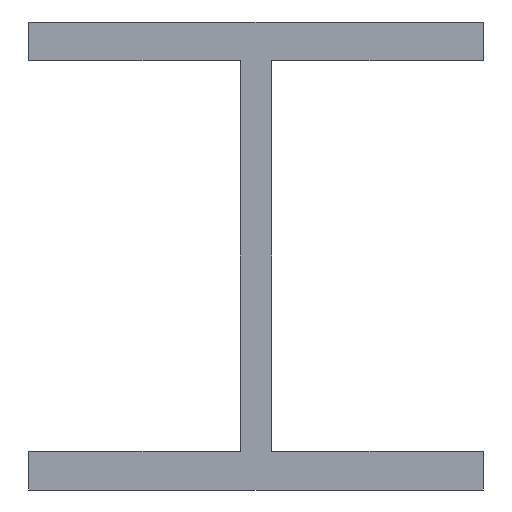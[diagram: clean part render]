
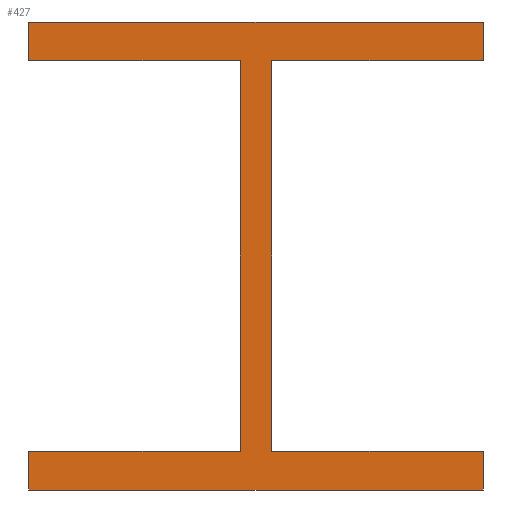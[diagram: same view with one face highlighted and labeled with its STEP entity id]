
A CAD part, front view. The second image highlights one B-rep face of the part: STEP entity #427.
In plain terms, the highlighted planar face has unit normal (0, -1, 0).
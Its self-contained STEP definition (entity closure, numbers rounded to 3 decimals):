
#16=CARTESIAN_POINT('',(0.0,0.0,-8.8));
#17=VERTEX_POINT('',#16);
#18=CARTESIAN_POINT('',(0.0,0.0,0.0));
#19=VERTEX_POINT('',#18);
#20=CARTESIAN_POINT('',(0.0,0.0,-8.8));
#21=DIRECTION('',(-0.0,0.0,1.0));
#22=VECTOR('',#21,1.0);
#23=LINE('',#20,#22);
#24=EDGE_CURVE('n� 166',#17,#19,#23,.T.);
#56=CARTESIAN_POINT('',(103.0,0.0,0.0));
#57=VERTEX_POINT('',#56);
#58=CARTESIAN_POINT('',(0.0,0.0,0.0));
#59=DIRECTION('',(1.0,0.0,0.0));
#60=VECTOR('',#59,1.0);
#61=LINE('',#58,#60);
#62=EDGE_CURVE('n� 162',#19,#57,#61,.T.);
#87=CARTESIAN_POINT('',(103.0,0.0,-8.8));
#88=VERTEX_POINT('',#87);
#89=CARTESIAN_POINT('',(103.0,0.0,0.0));
#90=DIRECTION('',(0.0,0.0,-1.0));
#91=VECTOR('',#90,1.0);
#92=LINE('',#89,#91);
#93=EDGE_CURVE('n� 158',#57,#88,#92,.T.);
#118=CARTESIAN_POINT('',(55.05,0.0,-8.8));
#119=VERTEX_POINT('',#118);
#120=CARTESIAN_POINT('',(103.0,0.0,-8.8));
#121=DIRECTION('',(-1.0,0.0,0.0));
#122=VECTOR('',#121,1.0);
#123=LINE('',#120,#122);
#124=EDGE_CURVE('n� 154',#88,#119,#123,.T.);
#149=CARTESIAN_POINT('',(55.05,0.0,-97.2));
#150=VERTEX_POINT('',#149);
#151=CARTESIAN_POINT('',(55.05,0.0,-8.8));
#152=DIRECTION('',(0.0,0.0,-1.0));
#153=VECTOR('',#152,1.0);
#154=LINE('',#151,#153);
#155=EDGE_CURVE('n� 150',#119,#150,#154,.T.);
#180=CARTESIAN_POINT('',(103.0,0.0,-97.2));
#181=VERTEX_POINT('',#180);
#182=CARTESIAN_POINT('',(55.05,0.0,-97.2));
#183=DIRECTION('',(1.0,0.0,-0.0));
#184=VECTOR('',#183,1.0);
#185=LINE('',#182,#184);
#186=EDGE_CURVE('n� 146',#150,#181,#185,.T.);
#211=CARTESIAN_POINT('',(103.0,0.0,-106.0));
#212=VERTEX_POINT('',#211);
#213=CARTESIAN_POINT('',(103.0,0.0,-97.2));
#214=DIRECTION('',(0.0,0.0,-1.0));
#215=VECTOR('',#214,1.0);
#216=LINE('',#213,#215);
#217=EDGE_CURVE('n� 142',#181,#212,#216,.T.);
#242=CARTESIAN_POINT('',(0.0,0.0,-106.0));
#243=VERTEX_POINT('',#242);
#244=CARTESIAN_POINT('',(103.0,0.0,-106.0));
#245=DIRECTION('',(-1.0,0.0,0.0));
#246=VECTOR('',#245,1.0);
#247=LINE('',#244,#246);
#248=EDGE_CURVE('n� 138',#212,#243,#247,.T.);
#273=CARTESIAN_POINT('',(-0.0,0.0,-97.2));
#274=VERTEX_POINT('',#273);
#275=CARTESIAN_POINT('',(0.0,0.0,-106.0));
#276=DIRECTION('',(-0.0,0.0,1.0));
#277=VECTOR('',#276,1.0);
#278=LINE('',#275,#277);
#279=EDGE_CURVE('n� 134',#243,#274,#278,.T.);
#304=CARTESIAN_POINT('',(47.95,0.0,-97.2));
#305=VERTEX_POINT('',#304);
#306=CARTESIAN_POINT('',(-0.0,0.0,-97.2));
#307=DIRECTION('',(1.0,0.0,0.0));
#308=VECTOR('',#307,1.0);
#309=LINE('',#306,#308);
#310=EDGE_CURVE('n� 130',#274,#305,#309,.T.);
#335=CARTESIAN_POINT('',(47.95,0.0,-8.8));
#336=VERTEX_POINT('',#335);
#337=CARTESIAN_POINT('',(47.95,0.0,-97.2));
#338=DIRECTION('',(0.0,0.0,1.0));
#339=VECTOR('',#338,1.0);
#340=LINE('',#337,#339);
#341=EDGE_CURVE('n� 126',#305,#336,#340,.T.);
#366=CARTESIAN_POINT('',(47.95,0.0,-8.8));
#367=DIRECTION('',(-1.0,0.0,0.0));
#368=VECTOR('',#367,1.0);
#369=LINE('',#366,#368);
#370=EDGE_CURVE('n� 122',#336,#17,#369,.T.);
#408=ORIENTED_EDGE('',*,*,#24,.F.);
#409=ORIENTED_EDGE('',*,*,#370,.F.);
#410=ORIENTED_EDGE('',*,*,#341,.F.);
#411=ORIENTED_EDGE('',*,*,#310,.F.);
#412=ORIENTED_EDGE('',*,*,#279,.F.);
#413=ORIENTED_EDGE('',*,*,#248,.F.);
#414=ORIENTED_EDGE('',*,*,#217,.F.);
#415=ORIENTED_EDGE('',*,*,#186,.F.);
#416=ORIENTED_EDGE('',*,*,#155,.F.);
#417=ORIENTED_EDGE('',*,*,#124,.F.);
#418=ORIENTED_EDGE('',*,*,#93,.F.);
#419=ORIENTED_EDGE('',*,*,#62,.F.);
#420=EDGE_LOOP('',(
    #408,#409,#410,#411,#412,#413,#414,#415,#416,#417,
    #418,#419));
#421=FACE_OUTER_BOUND('',#420,.T.);
#422=CARTESIAN_POINT('',(0.0,0.0,-0.0));
#423=DIRECTION('',(0.0,1.0,-0.0));
#424=DIRECTION('',(0.0,0.0,1.0));
#425=AXIS2_PLACEMENT_3D('',#422,#423,#424);
#426=PLANE('',#425);
#427=ADVANCED_FACE('n� 120',(#421),#426,.F.);
